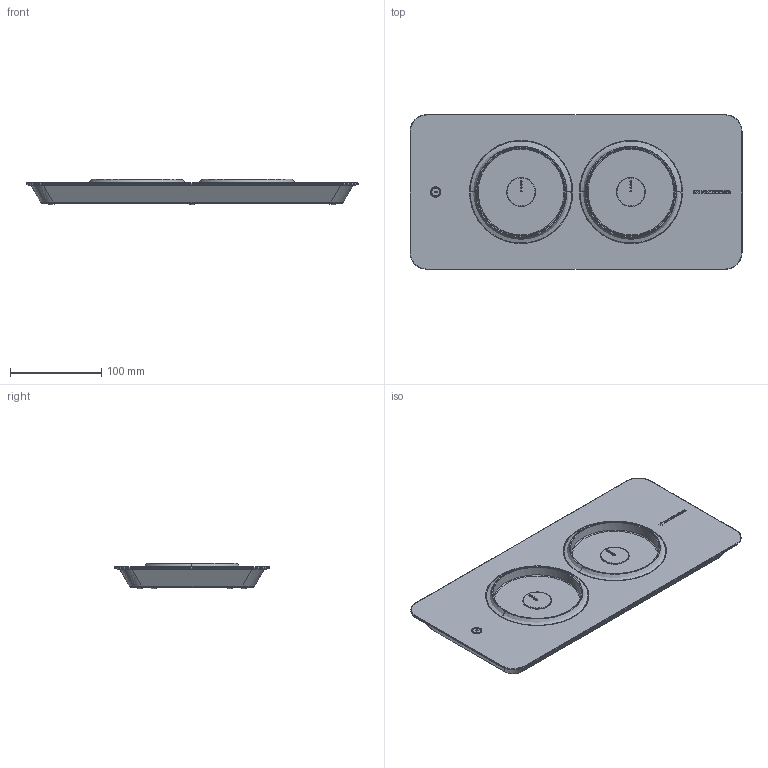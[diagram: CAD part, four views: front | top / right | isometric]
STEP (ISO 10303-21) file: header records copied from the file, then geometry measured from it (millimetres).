
FILE_DESCRIPTION(('none'),'2,1');
FILE_NAME('','Thu Sep 05 09:38:43 2019',('Unknown author'),(''),'HOOPS Exchange','Windows','Unknown authorisation');
FILE_SCHEMA( ('AUTOMOTIVE_DESIGN { 1 0 10303 214 1 1 1 1 }') );
Length unit declared in the file: millimetre
Products named in the file (16): 559570-01; 559572-01; 559574-01; 559576-01; LADESCHALE_MOOX_2015-3-GRAD; 559570.20-01; CAP_STYLE_1D09_SENNHEISER_MOOX; 559570.40-01; 52283200-01
Assembly tree (15 placements, depth 2):
  559570-01
    559572-01
    559574-01
    559576-01
    LADESCHALE_MOOX_2015-3-GRAD
    LADESCHALE_MOOX_2015-3-GRAD
    559570.20-01
    559570.20-01
    CAP_STYLE_1D09_SENNHEISER_MOOX
    559570.40-01
    52283200-01
    52283200-01
    52283200-01
    52283200-01
    52283200-01
    52283200-01
Bounding box: 363 x 169 x 28.35 mm (x, y, z)
Volume: 349387.9 mm3; surface area: 304759.9 mm2
Topology: 25 solids, 25 shells, 3725 faces, 9647 edges, 6168 vertices
Faces by surface type: bspline 3725
Entity records: 149160 total; most frequent: CARTESIAN_POINT 92409, ORIENTED_EDGE 19168, EDGE_CURVE 9584, B_SPLINE_CURVE_WITH_KNOTS 7540, VERTEX_POINT 6168, EDGE_LOOP 4048, FACE_BOUND 4048, ADVANCED_FACE 3725
